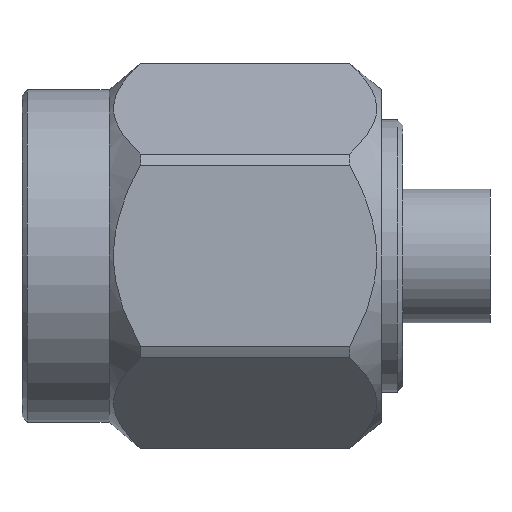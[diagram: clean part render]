
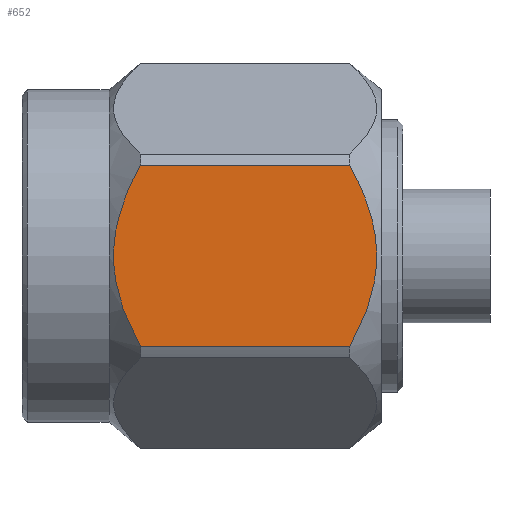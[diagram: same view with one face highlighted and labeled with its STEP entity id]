
A CAD part, front view. The second image highlights one B-rep face of the part: STEP entity #652.
In plain terms, the highlighted planar face has unit normal (0, -1, 0).
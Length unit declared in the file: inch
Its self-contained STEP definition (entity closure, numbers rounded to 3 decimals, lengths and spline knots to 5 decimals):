
#49 = CARTESIAN_POINT ( 'NONE',  ( 0.32248, -0.15625, 0.03035 ) ) ;
#92 = CARTESIAN_POINT ( 'NONE',  ( 0.31948, -0.15625, 0.04134 ) ) ;
#219 = CARTESIAN_POINT ( 'NONE',  ( 0.54, -0.15625, 0.08326 ) ) ;
#235 = CARTESIAN_POINT ( 'NONE',  ( 0.08648, -0.15624, 0.02526 ) ) ;
#285 = CARTESIAN_POINT ( 'NONE',  ( 0.0972, -0.15625, -0.05967 ) ) ;
#305 = CARTESIAN_POINT ( 'NONE',  ( 0.08413, -0.15625, 0.00737 ) ) ;
#337 = CARTESIAN_POINT ( 'NONE',  ( 0.32352, -0.15625, -0.02872 ) ) ;
#376 = CARTESIAN_POINT ( 'NONE',  ( 0.31832, -0.15625, -0.04496 ) ) ;
#379 = CARTESIAN_POINT ( 'NONE',  ( 0.3011, -0.15625, 0.08326 ) ) ;
#429 = CARTESIAN_POINT ( 'NONE',  ( 0.31486, -0.15625, 0.05593 ) ) ;
#577 = CARTESIAN_POINT ( 'NONE',  ( 0.09533, -0.15625, 0.05646 ) ) ;
#578 = VERTEX_POINT ( 'NONE', #2595 ) ;
#590 = CARTESIAN_POINT ( 'NONE',  ( 0.30498, -0.15625, -0.07632 ) ) ;
#609 = CARTESIAN_POINT ( 'NONE',  ( 0.31859, -0.15625, -0.04417 ) ) ;
#614 = ORIENTED_EDGE ( 'NONE', *, *, #3528, .T. ) ;
#648 = CARTESIAN_POINT ( 'NONE',  ( 0.31011, -0.15625, -0.06614 ) ) ;
#652 = ADVANCED_FACE ( 'NONE', ( #1180 ), #3171, .T. ) ;
#753 = CARTESIAN_POINT ( 'NONE',  ( 0.54, -0.15625, -0.08326 ) ) ;
#828 = CARTESIAN_POINT ( 'NONE',  ( 0.09017, -0.15625, 0.04017 ) ) ;
#866 = DIRECTION ( 'NONE',  ( 0., 0., -1. ) ) ;
#912 = CARTESIAN_POINT ( 'NONE',  ( 0.32082, -0.15625, 0.03675 ) ) ;
#924 = DIRECTION ( 'NONE',  ( 0., -1., 0. ) ) ;
#1071 = CARTESIAN_POINT ( 'NONE',  ( 0.09302, -0.15625, -0.04893 ) ) ;
#1083 = VECTOR ( 'NONE', #3562, 39.37008 ) ;
#1105 = CARTESIAN_POINT ( 'NONE',  ( 0.10506, -0.15625, -0.07639 ) ) ;
#1111 = EDGE_CURVE ( 'NONE', #578, #2426, #2639, .T. ) ;
#1119 = CARTESIAN_POINT ( 'NONE',  ( 0.09393, -0.15625, -0.0514 ) ) ;
#1135 = CARTESIAN_POINT ( 'NONE',  ( 0.08721, -0.15624, 0.02885 ) ) ;
#1180 = FACE_OUTER_BOUND ( 'NONE', #3145, .T. ) ;
#1186 = CARTESIAN_POINT ( 'NONE',  ( 0.31488, -0.15625, -0.05463 ) ) ;
#1226 = CARTESIAN_POINT ( 'NONE',  ( 0.31919, -0.15625, 0.04226 ) ) ;
#1259 = VERTEX_POINT ( 'NONE', #2002 ) ;
#1324 = CARTESIAN_POINT ( 'NONE',  ( 0.3011, -0.15625, 0.08326 ) ) ;
#1364 = CARTESIAN_POINT ( 'NONE',  ( 0.08853, -0.15625, 0.03426 ) ) ;
#1467 = CARTESIAN_POINT ( 'NONE',  ( 0.32586, -0.15625, -0.01427 ) ) ;
#1485 = ORIENTED_EDGE ( 'NONE', *, *, #1111, .T. ) ;
#1536 = EDGE_CURVE ( 'NONE', #2426, #2058, #2480, .T. ) ;
#1574 = ORIENTED_EDGE ( 'NONE', *, *, #2231, .F. ) ;
#1694 = CARTESIAN_POINT ( 'NONE',  ( 0.10124, -0.15625, 0.06959 ) ) ;
#1725 = CARTESIAN_POINT ( 'NONE',  ( 0.3187, -0.15625, -0.04383 ) ) ;
#1762 = CARTESIAN_POINT ( 'NONE',  ( 0.32503, -0.15625, 0.01766 ) ) ;
#1848 = LINE ( 'NONE', #753, #1083 ) ;
#1943 = CARTESIAN_POINT ( 'NONE',  ( 0.09136, -0.15625, -0.044 ) ) ;
#1976 = CARTESIAN_POINT ( 'NONE',  ( 0.09103, -0.15625, 0.04296 ) ) ;
#2002 = CARTESIAN_POINT ( 'NONE',  ( 0.1089, -0.15625, -0.08326 ) ) ;
#2058 = VERTEX_POINT ( 'NONE', #2697 ) ;
#2186 = CARTESIAN_POINT ( 'NONE',  ( 0.0841, -0.15625, -0.01436 ) ) ;
#2187 = ORIENTED_EDGE ( 'NONE', *, *, #1536, .T. ) ;
#2206 = CARTESIAN_POINT ( 'NONE',  ( 0.08643, -0.15625, -0.02848 ) ) ;
#2222 = CARTESIAN_POINT ( 'NONE',  ( 0.10165, -0.15625, -0.06965 ) ) ;
#2231 = EDGE_CURVE ( 'NONE', #1259, #2058, #2805, .T. ) ;
#2254 = CARTESIAN_POINT ( 'NONE',  ( 0.08472, -0.15624, 0.01451 ) ) ;
#2343 = CARTESIAN_POINT ( 'NONE',  ( 0.31903, -0.15625, 0.04278 ) ) ;
#2361 = CARTESIAN_POINT ( 'NONE',  ( 0.31696, -0.15625, -0.04897 ) ) ;
#2426 = VERTEX_POINT ( 'NONE', #379 ) ;
#2480 = LINE ( 'NONE', #219, #3123 ) ;
#2508 = CARTESIAN_POINT ( 'NONE',  ( 0.1089, -0.15625, -0.08326 ) ) ;
#2579 = CARTESIAN_POINT ( 'NONE',  ( 0.32589, -0.15625, 0.00694 ) ) ;
#2595 = CARTESIAN_POINT ( 'NONE',  ( 0.3011, -0.15625, -0.08326 ) ) ;
#2616 = CARTESIAN_POINT ( 'NONE',  ( 0.31989, -0.15625, 0.03996 ) ) ;
#2639 = B_SPLINE_CURVE_WITH_KNOTS ( 'NONE', 3,
 ( #3176, #590, #648, #1186, #2361, #3500, #376, #609, #1725, #337, #1467, #2579, #1762, #49, #912, #2616, #92, #1226, #2343, #429, #2969, #1324 ),
 .UNSPECIFIED., .F., .F.,
 ( 4, 1, 1, 1, 1, 2, 2, 2, 1, 1, 1, 1, 2, 2, 4 ),
 ( 0., 0.125, 0.1875, 0.21875, 0.23438, 0.24219, 0.25, 0.5, 0.625, 0.6875, 0.71875, 0.73438, 0.74219, 0.75, 1. ),
 .UNSPECIFIED. ) ;
#2697 = CARTESIAN_POINT ( 'NONE',  ( 0.1089, -0.15625, 0.08326 ) ) ;
#2742 = AXIS2_PLACEMENT_3D ( 'NONE', #3396, #924, #866 ) ;
#2748 = CARTESIAN_POINT ( 'NONE',  ( 0.09582, -0.15625, -0.05635 ) ) ;
#2768 = CARTESIAN_POINT ( 'NONE',  ( 0.09124, -0.15625, -0.04364 ) ) ;
#2805 = B_SPLINE_CURVE_WITH_KNOTS ( 'NONE', 3,
 ( #2508, #1105, #2222, #285, #2748, #1119, #1071, #3353, #3092, #1943, #2768, #2206, #2186, #305, #2254, #235, #1135, #1364, #3070, #828, #3107, #3387, #1976, #577, #1694, #3372 ),
 .UNSPECIFIED., .F., .F.,
 ( 4, 2, 2, 1, 1, 2, 2, 2, 2, 2, 1, 1, 2, 2, 4 ),
 ( 0., 0.125, 0.1875, 0.21875, 0.23437, 0.24219, 0.25, 0.5, 0.625, 0.6875, 0.71875, 0.73437, 0.74219, 0.75, 1. ),
 .UNSPECIFIED. ) ;
#2969 = CARTESIAN_POINT ( 'NONE',  ( 0.30892, -0.15625, 0.06929 ) ) ;
#3070 = CARTESIAN_POINT ( 'NONE',  ( 0.08924, -0.15625, 0.03698 ) ) ;
#3092 = CARTESIAN_POINT ( 'NONE',  ( 0.09163, -0.15625, -0.04482 ) ) ;
#3107 = CARTESIAN_POINT ( 'NONE',  ( 0.09059, -0.15625, 0.04154 ) ) ;
#3123 = VECTOR ( 'NONE', #3570, 39.37008 ) ;
#3145 = EDGE_LOOP ( 'NONE', ( #2187, #1574, #614, #1485 ) ) ;
#3171 = PLANE ( 'NONE',  #2742 ) ;
#3176 = CARTESIAN_POINT ( 'NONE',  ( 0.3011, -0.15625, -0.08326 ) ) ;
#3353 = CARTESIAN_POINT ( 'NONE',  ( 0.09203, -0.15625, -0.04605 ) ) ;
#3372 = CARTESIAN_POINT ( 'NONE',  ( 0.1089, -0.15625, 0.08326 ) ) ;
#3387 = CARTESIAN_POINT ( 'NONE',  ( 0.09087, -0.15625, 0.04245 ) ) ;
#3396 = CARTESIAN_POINT ( 'NONE',  ( 0.54, -0.15625, -0.09021 ) ) ;
#3500 = CARTESIAN_POINT ( 'NONE',  ( 0.31793, -0.15625, -0.04616 ) ) ;
#3528 = EDGE_CURVE ( 'NONE', #1259, #578, #1848, .T. ) ;
#3562 = DIRECTION ( 'NONE',  ( 1., 0., 0. ) ) ;
#3570 = DIRECTION ( 'NONE',  ( -1., 0., 0. ) ) ;
